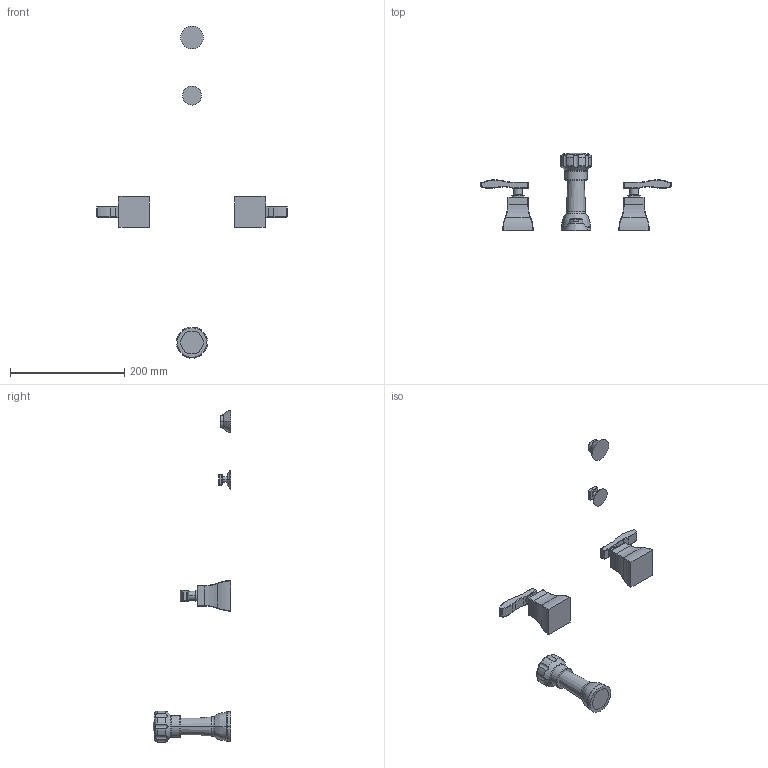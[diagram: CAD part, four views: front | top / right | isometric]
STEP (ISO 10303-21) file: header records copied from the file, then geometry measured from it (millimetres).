
FILE_DESCRIPTION((''),'2;1');
FILE_NAME('1049_WEB','2010-08-24T',('ramkumar'),(''),'PRO/ENGINEER BY PARAMETRIC TECHNOLOGY CORPORATION, 2009300','PRO/ENGINEER BY PARAMETRIC TECHNOLOGY CORPORATION, 2009300','');
FILE_SCHEMA(('CONFIG_CONTROL_DESIGN'));
Length unit declared in the file: inch
Products named in the file (1): 1049_WEB
Bounding box: 332.74 x 135.97 x 580.53 mm (x, y, z)
Surface area: 74289.3 mm2 (no closed solid volume)
Topology: 0 solids, 18 shells, 275 faces, 618 edges, 357 vertices
Faces by surface type: cylinder 114, plane 49, torus 46, sphere 34, bspline 28, cone 4
Entity records: 8911 total; most frequent: CARTESIAN_POINT 2911, DIRECTION 1337, ORIENTED_EDGE 1168, EDGE_CURVE 616, AXIS2_PLACEMENT_3D 564, VERTEX_POINT 357, CIRCLE 317, EDGE_LOOP 275
